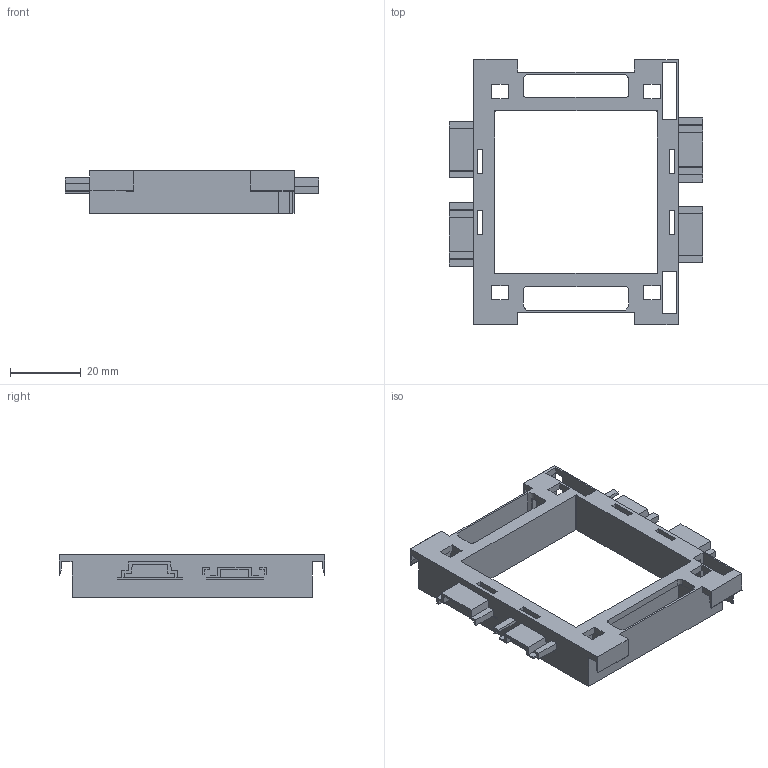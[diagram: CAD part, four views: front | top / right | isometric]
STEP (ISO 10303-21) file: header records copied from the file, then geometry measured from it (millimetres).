
FILE_DESCRIPTION(('CATIA V5 STEP Exchange','CAx-IF Rec.Pracs.--- Model Styling and Organization---1.4--- 2014-01-23'),'2;1');
FILE_NAME('638071_D009187_A-MOD-03_.stp','2020-01-03T10:00:22+00:00',('none'),('none'),'CATIA Version 5-6 Release 2017 SP3','CATIA V5 STEP AP214','none');
FILE_SCHEMA(('AUTOMOTIVE_DESIGN { 1 0 10303 214 1 1 1 1 }'));
Length unit declared in the file: millimetre
Products named in the file (1): 638071_D009187_A-MOD-03
Bounding box: 71.9 x 75.1 x 12 mm (x, y, z)
Volume: 10797.7 mm3; surface area: 14854.5 mm2
Topology: 1 solids, 1 shells, 268 faces, 780 edges, 522 vertices
Faces by surface type: plane 244, cylinder 12, extrusion 12
Entity records: 8503 total; most frequent: CARTESIAN_POINT 2000, ORIENTED_EDGE 1560, DIRECTION 965, EDGE_CURVE 780, VECTOR 661, LINE 649, VERTEX_POINT 522, EDGE_LOOP 302
